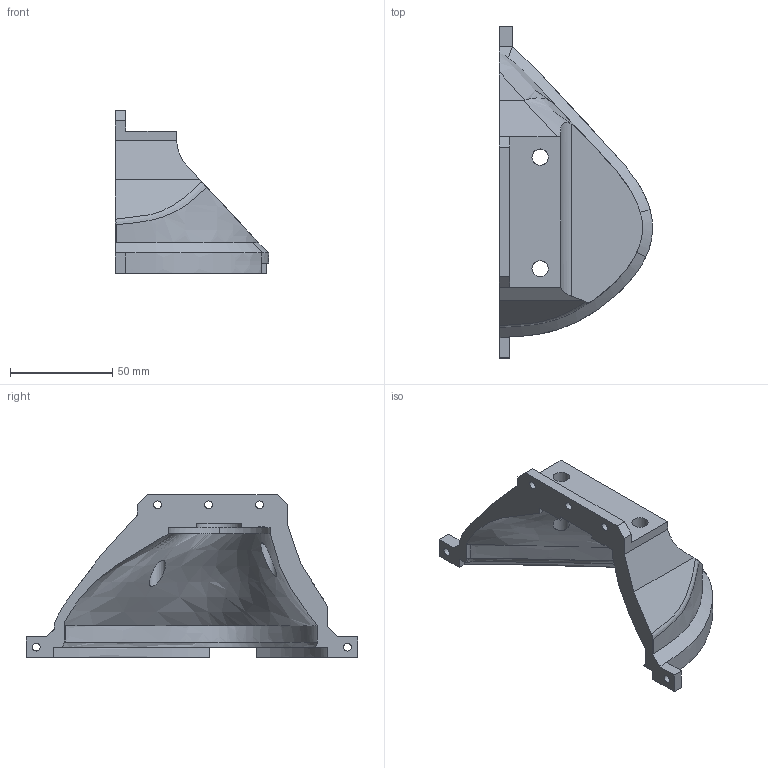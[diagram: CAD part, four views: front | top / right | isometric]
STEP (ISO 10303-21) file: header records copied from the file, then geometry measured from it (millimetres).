
FILE_DESCRIPTION( ( '' ), ' ' );
FILE_NAME( '5ea60565eb02100f8c52b399.step', '2020-04-26T22:04:22', ( '' ), ( '' ), ' ', ' ', ' ' );
FILE_SCHEMA( ( 'AUTOMOTIVE_DESIGN { 1 0 10303 214 1 1 1 1 }' ) );
Length unit declared in the file: metre
Products named in the file (1): Mould part 3
Bounding box: 75.04 x 162.55 x 79.68 mm (x, y, z)
Volume: 129685.2 mm3; surface area: 35400.2 mm2
Topology: 1 solids, 1 shells, 90 faces, 253 edges, 165 vertices
Faces by surface type: plane 53, bspline 14, extrusion 12, cylinder 11
Full cylindrical faces by diameter (mm): 3.8 x5, 8 x2
Entity records: 8782 total; most frequent: CARTESIAN_POINT 5962, ORIENTED_EDGE 486, DIRECTION 311, EDGE_CURVE 243, VERTEX_POINT 162, VECTOR 139, LINE 127, EDGE_LOOP 111
